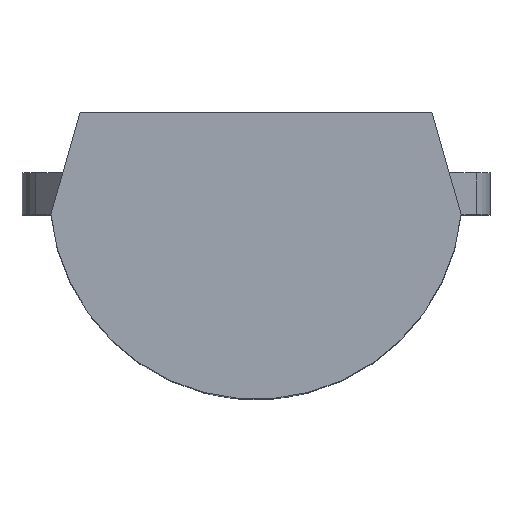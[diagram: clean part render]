
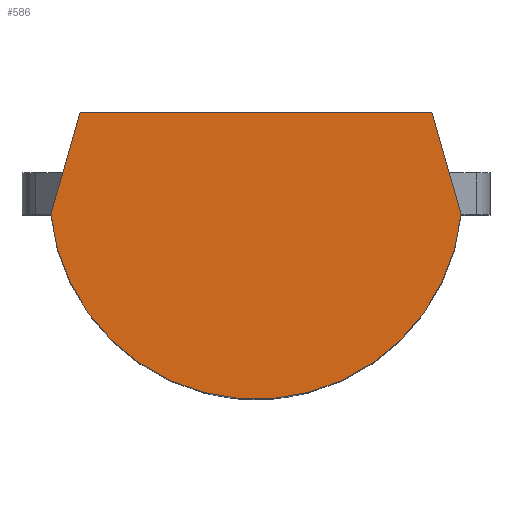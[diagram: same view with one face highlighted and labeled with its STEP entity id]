
A CAD part, top view. The second image highlights one B-rep face of the part: STEP entity #586.
In plain terms, the highlighted planar face has unit normal (0, 0, 1).
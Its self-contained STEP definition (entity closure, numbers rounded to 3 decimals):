
#39 = VERTEX_POINT('',#40);
#40 = CARTESIAN_POINT('',(-2.45,-0.26,7.37));
#47 = CYLINDRICAL_SURFACE('',#48,2.464);
#48 = AXIS2_PLACEMENT_3D('',#49,#50,#51);
#49 = CARTESIAN_POINT('',(0.,0.,2.54));
#50 = DIRECTION('',(-0.,-0.,-1.));
#51 = DIRECTION('',(1.,0.,0.));
#59 = PLANE('',#60);
#60 = AXIS2_PLACEMENT_3D('',#61,#62,#63);
#61 = CARTESIAN_POINT('',(-2.45,-0.26,2.54));
#62 = DIRECTION('',(-0.961,0.276,0.));
#63 = DIRECTION('',(0.276,0.961,0.));
#71 = EDGE_CURVE('',#39,#72,#74,.T.);
#72 = VERTEX_POINT('',#73);
#73 = CARTESIAN_POINT('',(2.45,-0.26,7.37));
#74 = SURFACE_CURVE('',#75,(#80,#87),.PCURVE_S1.);
#75 = CIRCLE('',#76,2.464);
#76 = AXIS2_PLACEMENT_3D('',#77,#78,#79);
#77 = CARTESIAN_POINT('',(0.,0.,7.37));
#78 = DIRECTION('',(0.,0.,1.));
#79 = DIRECTION('',(1.,0.,0.));
#80 = PCURVE('',#47,#81);
#81 = DEFINITIONAL_REPRESENTATION('',(#82),#86);
#82 = LINE('',#83,#84);
#83 = CARTESIAN_POINT('',(-0.,-4.83));
#84 = VECTOR('',#85,1.);
#85 = DIRECTION('',(-1.,0.));
#86 = ( GEOMETRIC_REPRESENTATION_CONTEXT(2) 
PARAMETRIC_REPRESENTATION_CONTEXT() REPRESENTATION_CONTEXT('2D SPACE',''
  ) );
#87 = PCURVE('',#88,#93);
#88 = PLANE('',#89);
#89 = AXIS2_PLACEMENT_3D('',#90,#91,#92);
#90 = CARTESIAN_POINT('',(-2.45,-0.26,7.37));
#91 = DIRECTION('',(0.,0.,-1.));
#92 = DIRECTION('',(-1.,0.,0.));
#93 = DEFINITIONAL_REPRESENTATION('',(#94),#102);
#94 = ( BOUNDED_CURVE() B_SPLINE_CURVE(2,(#95,#96,#97,#98,#99,#100,#101)
,.UNSPECIFIED.,.F.,.F.) B_SPLINE_CURVE_WITH_KNOTS((1,2,2,2,2,1),(
    -2.094,0.,2.094,4.189,6.283,
8.378),.UNSPECIFIED.) CURVE() GEOMETRIC_REPRESENTATION_ITEM() 
RATIONAL_B_SPLINE_CURVE((1.,0.5,1.,0.5,1.,0.5,1.)) REPRESENTATION_ITEM(
  '') );
#95 = CARTESIAN_POINT('',(-4.914,0.26));
#96 = CARTESIAN_POINT('',(-4.914,4.527));
#97 = CARTESIAN_POINT('',(-1.218,2.394));
#98 = CARTESIAN_POINT('',(2.478,0.26));
#99 = CARTESIAN_POINT('',(-1.218,-1.874));
#100 = CARTESIAN_POINT('',(-4.914,-4.007));
#101 = CARTESIAN_POINT('',(-4.914,0.26));
#102 = ( GEOMETRIC_REPRESENTATION_CONTEXT(2) 
PARAMETRIC_REPRESENTATION_CONTEXT() REPRESENTATION_CONTEXT('2D SPACE',''
  ) );
#120 = PLANE('',#121);
#121 = AXIS2_PLACEMENT_3D('',#122,#123,#124);
#122 = CARTESIAN_POINT('',(2.1,0.96,2.54));
#123 = DIRECTION('',(0.961,0.276,0.));
#124 = DIRECTION('',(0.276,-0.961,0.));
#466 = EDGE_CURVE('',#39,#467,#469,.T.);
#467 = VERTEX_POINT('',#468);
#468 = CARTESIAN_POINT('',(-2.1,0.96,7.37));
#469 = SURFACE_CURVE('',#470,(#474,#481),.PCURVE_S1.);
#470 = LINE('',#471,#472);
#471 = CARTESIAN_POINT('',(-2.45,-0.26,7.37));
#472 = VECTOR('',#473,1.);
#473 = DIRECTION('',(0.276,0.961,0.));
#474 = PCURVE('',#59,#475);
#475 = DEFINITIONAL_REPRESENTATION('',(#476),#480);
#476 = LINE('',#477,#478);
#477 = CARTESIAN_POINT('',(0.,-4.83));
#478 = VECTOR('',#479,1.);
#479 = DIRECTION('',(1.,0.));
#480 = ( GEOMETRIC_REPRESENTATION_CONTEXT(2) 
PARAMETRIC_REPRESENTATION_CONTEXT() REPRESENTATION_CONTEXT('2D SPACE',''
  ) );
#481 = PCURVE('',#88,#482);
#482 = DEFINITIONAL_REPRESENTATION('',(#483),#487);
#483 = LINE('',#484,#485);
#484 = CARTESIAN_POINT('',(0.,0.));
#485 = VECTOR('',#486,1.);
#486 = DIRECTION('',(-0.276,0.961));
#487 = ( GEOMETRIC_REPRESENTATION_CONTEXT(2) 
PARAMETRIC_REPRESENTATION_CONTEXT() REPRESENTATION_CONTEXT('2D SPACE',''
  ) );
#505 = PLANE('',#506);
#506 = AXIS2_PLACEMENT_3D('',#507,#508,#509);
#507 = CARTESIAN_POINT('',(-2.1,0.96,2.54));
#508 = DIRECTION('',(0.,1.,0.));
#509 = DIRECTION('',(1.,0.,0.));
#586 = ADVANCED_FACE('',(#587),#88,.F.);
#587 = FACE_BOUND('',#588,.T.);
#588 = EDGE_LOOP('',(#589,#590,#613,#634));
#589 = ORIENTED_EDGE('',*,*,#71,.T.);
#590 = ORIENTED_EDGE('',*,*,#591,.F.);
#591 = EDGE_CURVE('',#592,#72,#594,.T.);
#592 = VERTEX_POINT('',#593);
#593 = CARTESIAN_POINT('',(2.1,0.96,7.37));
#594 = SURFACE_CURVE('',#595,(#599,#606),.PCURVE_S1.);
#595 = LINE('',#596,#597);
#596 = CARTESIAN_POINT('',(2.1,0.96,7.37));
#597 = VECTOR('',#598,1.);
#598 = DIRECTION('',(0.276,-0.961,0.));
#599 = PCURVE('',#88,#600);
#600 = DEFINITIONAL_REPRESENTATION('',(#601),#605);
#601 = LINE('',#602,#603);
#602 = CARTESIAN_POINT('',(-4.55,1.22));
#603 = VECTOR('',#604,1.);
#604 = DIRECTION('',(-0.276,-0.961));
#605 = ( GEOMETRIC_REPRESENTATION_CONTEXT(2) 
PARAMETRIC_REPRESENTATION_CONTEXT() REPRESENTATION_CONTEXT('2D SPACE',''
  ) );
#606 = PCURVE('',#120,#607);
#607 = DEFINITIONAL_REPRESENTATION('',(#608),#612);
#608 = LINE('',#609,#610);
#609 = CARTESIAN_POINT('',(0.,-4.83));
#610 = VECTOR('',#611,1.);
#611 = DIRECTION('',(1.,0.));
#612 = ( GEOMETRIC_REPRESENTATION_CONTEXT(2) 
PARAMETRIC_REPRESENTATION_CONTEXT() REPRESENTATION_CONTEXT('2D SPACE',''
  ) );
#613 = ORIENTED_EDGE('',*,*,#614,.F.);
#614 = EDGE_CURVE('',#467,#592,#615,.T.);
#615 = SURFACE_CURVE('',#616,(#620,#627),.PCURVE_S1.);
#616 = LINE('',#617,#618);
#617 = CARTESIAN_POINT('',(-2.1,0.96,7.37));
#618 = VECTOR('',#619,1.);
#619 = DIRECTION('',(1.,0.,0.));
#620 = PCURVE('',#88,#621);
#621 = DEFINITIONAL_REPRESENTATION('',(#622),#626);
#622 = LINE('',#623,#624);
#623 = CARTESIAN_POINT('',(-0.35,1.22));
#624 = VECTOR('',#625,1.);
#625 = DIRECTION('',(-1.,0.));
#626 = ( GEOMETRIC_REPRESENTATION_CONTEXT(2) 
PARAMETRIC_REPRESENTATION_CONTEXT() REPRESENTATION_CONTEXT('2D SPACE',''
  ) );
#627 = PCURVE('',#505,#628);
#628 = DEFINITIONAL_REPRESENTATION('',(#629),#633);
#629 = LINE('',#630,#631);
#630 = CARTESIAN_POINT('',(0.,-4.83));
#631 = VECTOR('',#632,1.);
#632 = DIRECTION('',(1.,0.));
#633 = ( GEOMETRIC_REPRESENTATION_CONTEXT(2) 
PARAMETRIC_REPRESENTATION_CONTEXT() REPRESENTATION_CONTEXT('2D SPACE',''
  ) );
#634 = ORIENTED_EDGE('',*,*,#466,.F.);
